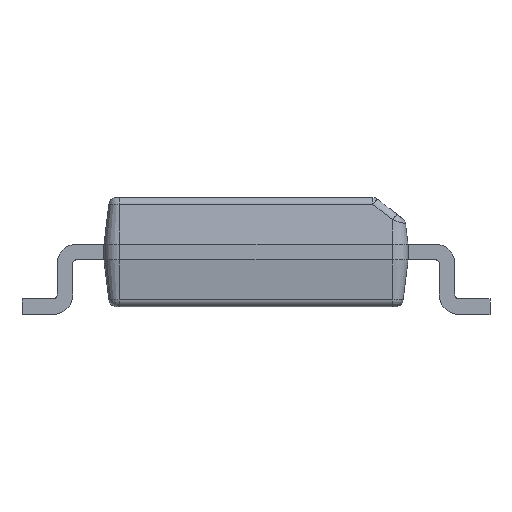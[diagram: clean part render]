
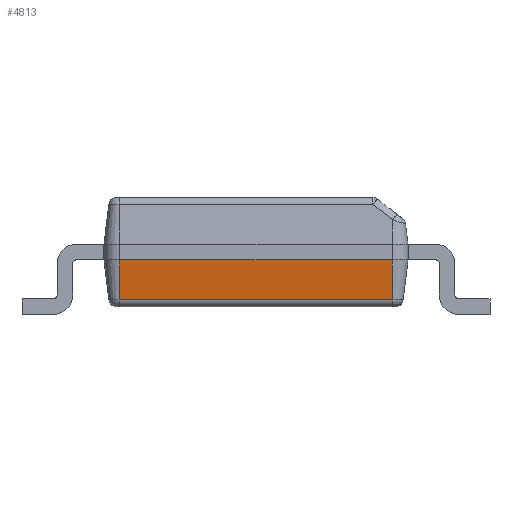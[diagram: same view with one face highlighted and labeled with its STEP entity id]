
A CAD part, left-side view. The second image highlights one B-rep face of the part: STEP entity #4813.
In plain terms, the highlighted planar face has unit normal (-0.993, 0, -0.122).
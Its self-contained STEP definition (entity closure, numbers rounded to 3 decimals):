
#515 = CYLINDRICAL_SURFACE('',#516,0.1);
#516 = AXIS2_PLACEMENT_3D('',#517,#518,#519);
#517 = CARTESIAN_POINT('',(-2.288,1.75,0.2)
  );
#518 = DIRECTION('',(0.,-1.,0.));
#519 = DIRECTION('',(0.,0.,-1.));
#3057 = VERTEX_POINT('',#3058);
#3058 = CARTESIAN_POINT('',(-2.45,-1.75,
    0.7));
#3073 = CONICAL_SURFACE('',#3074,0.2,0.122);
#3074 = AXIS2_PLACEMENT_3D('',#3075,#3076,#3077);
#3075 = CARTESIAN_POINT('',(-2.25,-1.75,
    0.7));
#3076 = DIRECTION('',(0.,0.,1.));
#3077 = DIRECTION('',(1.,0.,-0.));
#3129 = PLANE('',#3130);
#3130 = AXIS2_PLACEMENT_3D('',#3131,#3132,#3133);
#3131 = CARTESIAN_POINT('',(-2.45,-1.75,
    0.9));
#3132 = DIRECTION('',(1.,0.,0.));
#3133 = DIRECTION('',(0.,0.,-1.));
#3593 = VERTEX_POINT('',#3594);
#3594 = CARTESIAN_POINT('',(-2.45,1.75,0.7
    ));
#3609 = CONICAL_SURFACE('',#3610,0.2,0.122);
#3610 = AXIS2_PLACEMENT_3D('',#3611,#3612,#3613);
#3611 = CARTESIAN_POINT('',(-2.25,1.75,0.7
    ));
#3612 = DIRECTION('',(0.,0.,1.));
#3613 = DIRECTION('',(1.,0.,-0.));
#3675 = EDGE_CURVE('',#3593,#3057,#3676,.T.);
#3676 = SURFACE_CURVE('',#3677,(#3681,#3688),.PCURVE_S1.);
#3677 = LINE('',#3678,#3679);
#3678 = CARTESIAN_POINT('',(-2.45,-1.75,
    0.7));
#3679 = VECTOR('',#3680,1.);
#3680 = DIRECTION('',(-0.,-1.,-0.));
#3681 = PCURVE('',#3129,#3682);
#3682 = DEFINITIONAL_REPRESENTATION('',(#3683),#3687);
#3683 = LINE('',#3684,#3685);
#3684 = CARTESIAN_POINT('',(0.2,0.));
#3685 = VECTOR('',#3686,1.);
#3686 = DIRECTION('',(0.,-1.));
#3687 = ( GEOMETRIC_REPRESENTATION_CONTEXT(2) 
PARAMETRIC_REPRESENTATION_CONTEXT() REPRESENTATION_CONTEXT('2D SPACE',''
  ) );
#3688 = PCURVE('',#3689,#3694);
#3689 = PLANE('',#3690);
#3690 = AXIS2_PLACEMENT_3D('',#3691,#3692,#3693);
#3691 = CARTESIAN_POINT('',(-2.45,1.75,0.7
    ));
#3692 = DIRECTION('',(-0.993,0.,-0.122));
#3693 = DIRECTION('',(-0.122,0.,0.993));
#3694 = DEFINITIONAL_REPRESENTATION('',(#3695),#3699);
#3695 = LINE('',#3696,#3697);
#3696 = CARTESIAN_POINT('',(0.,-3.5));
#3697 = VECTOR('',#3698,1.);
#3698 = DIRECTION('',(0.,-1.));
#3699 = ( GEOMETRIC_REPRESENTATION_CONTEXT(2) 
PARAMETRIC_REPRESENTATION_CONTEXT() REPRESENTATION_CONTEXT('2D SPACE',''
  ) );
#4745 = EDGE_CURVE('',#4746,#3057,#4748,.T.);
#4746 = VERTEX_POINT('',#4747);
#4747 = CARTESIAN_POINT('',(-2.387,-1.75,
    0.188));
#4748 = SURFACE_CURVE('',#4749,(#4753,#4760),.PCURVE_S1.);
#4749 = LINE('',#4750,#4751);
#4750 = CARTESIAN_POINT('',(-2.45,-1.75,
    0.7));
#4751 = VECTOR('',#4752,1.);
#4752 = DIRECTION('',(-0.122,0.,0.993));
#4753 = PCURVE('',#3073,#4754);
#4754 = DEFINITIONAL_REPRESENTATION('',(#4755),#4759);
#4755 = LINE('',#4756,#4757);
#4756 = CARTESIAN_POINT('',(3.142,0.));
#4757 = VECTOR('',#4758,1.);
#4758 = DIRECTION('',(0.,1.));
#4759 = ( GEOMETRIC_REPRESENTATION_CONTEXT(2) 
PARAMETRIC_REPRESENTATION_CONTEXT() REPRESENTATION_CONTEXT('2D SPACE',''
  ) );
#4760 = PCURVE('',#3689,#4761);
#4761 = DEFINITIONAL_REPRESENTATION('',(#4762),#4766);
#4762 = LINE('',#4763,#4764);
#4763 = CARTESIAN_POINT('',(0.,-3.5));
#4764 = VECTOR('',#4765,1.);
#4765 = DIRECTION('',(1.,0.));
#4766 = ( GEOMETRIC_REPRESENTATION_CONTEXT(2) 
PARAMETRIC_REPRESENTATION_CONTEXT() REPRESENTATION_CONTEXT('2D SPACE',''
  ) );
#4813 = ADVANCED_FACE('',(#4814),#3689,.T.);
#4814 = FACE_BOUND('',#4815,.T.);
#4815 = EDGE_LOOP('',(#4816,#4839,#4860,#4861));
#4816 = ORIENTED_EDGE('',*,*,#4817,.F.);
#4817 = EDGE_CURVE('',#4818,#3593,#4820,.T.);
#4818 = VERTEX_POINT('',#4819);
#4819 = CARTESIAN_POINT('',(-2.387,1.75,0.188
    ));
#4820 = SURFACE_CURVE('',#4821,(#4825,#4832),.PCURVE_S1.);
#4821 = LINE('',#4822,#4823);
#4822 = CARTESIAN_POINT('',(-2.45,1.75,0.7
    ));
#4823 = VECTOR('',#4824,1.);
#4824 = DIRECTION('',(-0.122,0.,0.993));
#4825 = PCURVE('',#3689,#4826);
#4826 = DEFINITIONAL_REPRESENTATION('',(#4827),#4831);
#4827 = LINE('',#4828,#4829);
#4828 = CARTESIAN_POINT('',(0.,0.));
#4829 = VECTOR('',#4830,1.);
#4830 = DIRECTION('',(1.,0.));
#4831 = ( GEOMETRIC_REPRESENTATION_CONTEXT(2) 
PARAMETRIC_REPRESENTATION_CONTEXT() REPRESENTATION_CONTEXT('2D SPACE',''
  ) );
#4832 = PCURVE('',#3609,#4833);
#4833 = DEFINITIONAL_REPRESENTATION('',(#4834),#4838);
#4834 = LINE('',#4835,#4836);
#4835 = CARTESIAN_POINT('',(3.142,0.));
#4836 = VECTOR('',#4837,1.);
#4837 = DIRECTION('',(0.,1.));
#4838 = ( GEOMETRIC_REPRESENTATION_CONTEXT(2) 
PARAMETRIC_REPRESENTATION_CONTEXT() REPRESENTATION_CONTEXT('2D SPACE',''
  ) );
#4839 = ORIENTED_EDGE('',*,*,#4840,.T.);
#4840 = EDGE_CURVE('',#4818,#4746,#4841,.T.);
#4841 = SURFACE_CURVE('',#4842,(#4846,#4853),.PCURVE_S1.);
#4842 = LINE('',#4843,#4844);
#4843 = CARTESIAN_POINT('',(-2.387,1.75,0.188
    ));
#4844 = VECTOR('',#4845,1.);
#4845 = DIRECTION('',(0.,-1.,0.));
#4846 = PCURVE('',#3689,#4847);
#4847 = DEFINITIONAL_REPRESENTATION('',(#4848),#4852);
#4848 = LINE('',#4849,#4850);
#4849 = CARTESIAN_POINT('',(-0.516,0.));
#4850 = VECTOR('',#4851,1.);
#4851 = DIRECTION('',(0.,-1.));
#4852 = ( GEOMETRIC_REPRESENTATION_CONTEXT(2) 
PARAMETRIC_REPRESENTATION_CONTEXT() REPRESENTATION_CONTEXT('2D SPACE',''
  ) );
#4853 = PCURVE('',#515,#4854);
#4854 = DEFINITIONAL_REPRESENTATION('',(#4855),#4859);
#4855 = LINE('',#4856,#4857);
#4856 = CARTESIAN_POINT('',(4.835,0.));
#4857 = VECTOR('',#4858,1.);
#4858 = DIRECTION('',(0.,1.));
#4859 = ( GEOMETRIC_REPRESENTATION_CONTEXT(2) 
PARAMETRIC_REPRESENTATION_CONTEXT() REPRESENTATION_CONTEXT('2D SPACE',''
  ) );
#4860 = ORIENTED_EDGE('',*,*,#4745,.T.);
#4861 = ORIENTED_EDGE('',*,*,#3675,.F.);
